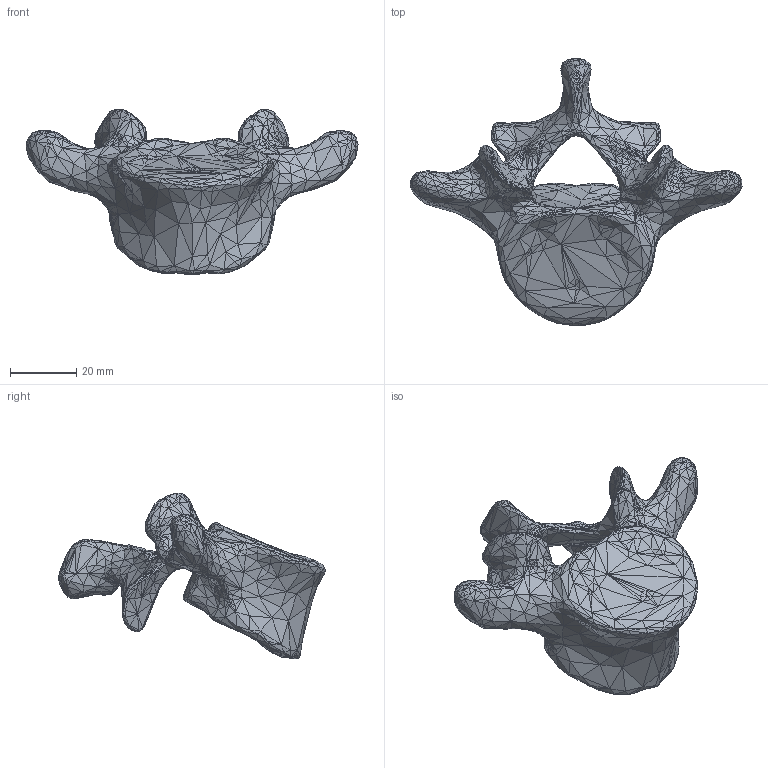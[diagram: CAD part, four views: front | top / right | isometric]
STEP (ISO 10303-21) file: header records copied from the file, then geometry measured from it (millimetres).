
FILE_DESCRIPTION(/* description */ (''),/* implementation_level */ '2;1');
FILE_NAME(/* name */ 'Fifth lumbar vertebra v1.step',/* time_stamp */ '2022-06-21T11:46:17-04:00',/* author */ (''),/* organization */ (''),/* preprocessor_version */ 'ST-DEVELOPER v19',/* originating_system */ 'Autodesk Translation Framework v11.7.0.108',/* authorisation */ '');
FILE_SCHEMA (('AUTOMOTIVE_DESIGN { 1 0 10303 214 3 1 1 }'));
Products named in the file (1): Fifth lumbar vertebra
Bounding box: 100.57 x 80.83 x 50.24 mm (x, y, z)
Volume: 52321.8 mm3; surface area: 13448.9 mm2
Topology: 1 solids, 1 shells, 3892 faces, 5838 edges, 1946 vertices
Faces by surface type: plane 3892
Entity records: 75935 total; most frequent: DIRECTION 13624, CARTESIAN_POINT 11677, ORIENTED_EDGE 11676, LINE 5838, VECTOR 5838, EDGE_CURVE 5838, AXIS2_PLACEMENT_3D 3893, FACE_OUTER_BOUND 3892
